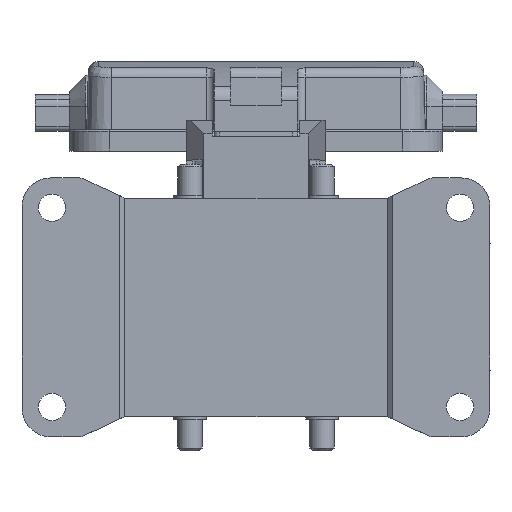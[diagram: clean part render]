
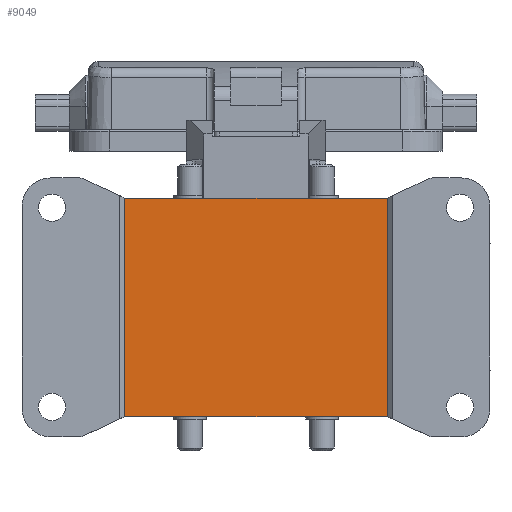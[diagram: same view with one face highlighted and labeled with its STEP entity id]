
A CAD part, front view. The second image highlights one B-rep face of the part: STEP entity #9049.
In plain terms, the highlighted planar face has unit normal (0, -1, 0).
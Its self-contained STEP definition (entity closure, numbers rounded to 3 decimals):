
#1321 = EDGE_CURVE ( 'NONE', #4203, #4184, #20489, .T. ) ;
#1526 = LINE ( 'NONE', #1527, #11208 ) ;
#1527 = CARTESIAN_POINT ( 'NONE',  ( -26.422, -52.5, 0. ) ) ;
#1528 = DIRECTION ( 'NONE',  ( 0., 0., -1. ) ) ;
#3578 = ORIENTED_EDGE ( 'NONE', *, *, #5656, .T. ) ;
#3580 = ORIENTED_EDGE ( 'NONE', *, *, #5755, .F. ) ;
#3596 = ORIENTED_EDGE ( 'NONE', *, *, #5815, .F. ) ;
#3598 = ORIENTED_EDGE ( 'NONE', *, *, #5838, .F. ) ;
#3603 = ORIENTED_EDGE ( 'NONE', *, *, #5784, .F. ) ;
#3604 = ORIENTED_EDGE ( 'NONE', *, *, #1321, .T. ) ;
#3608 = ORIENTED_EDGE ( 'NONE', *, *, #5883, .T. ) ;
#3614 = ORIENTED_EDGE ( 'NONE', *, *, #5762, .T. ) ;
#4184 = VERTEX_POINT ( 'NONE', #20656 ) ;
#4203 = VERTEX_POINT ( 'NONE', #20668 ) ;
#5114 = PLANE ( 'NONE',  #14039 ) ;
#5115 = CARTESIAN_POINT ( 'NONE',  ( 0., -52.5, 0. ) ) ;
#5116 = DIRECTION ( 'NONE',  ( 0., -1., 0. ) ) ;
#5117 = DIRECTION ( 'NONE',  ( 0., 0., -1. ) ) ;
#5656 = EDGE_CURVE ( 'NONE', #16429, #15110, #20762, .T. ) ;
#5755 = EDGE_CURVE ( 'NONE', #4203, #15146, #12993, .T. ) ;
#5762 = EDGE_CURVE ( 'NONE', #15110, #15146, #13033, .T. ) ;
#5784 = EDGE_CURVE ( 'NONE', #16429, #16470, #13125, .T. ) ;
#5815 = EDGE_CURVE ( 'NONE', #15086, #4184, #13300, .T. ) ;
#5838 = EDGE_CURVE ( 'NONE', #16470, #15090, #13414, .T. ) ;
#5883 = EDGE_CURVE ( 'NONE', #15086, #15090, #1526, .T. ) ;
#7701 = CARTESIAN_POINT ( 'NONE',  ( 26.404, -52.5, -21.941 ) ) ;
#7742 = CARTESIAN_POINT ( 'NONE',  ( -26.404, -52.5, -21.941 ) ) ;
#9049 = ADVANCED_FACE ( 'NONE', ( #14036 ), #5114, .T. ) ;
#11121 = VECTOR ( 'NONE', #13302, 1000. ) ;
#11148 = VECTOR ( 'NONE', #13416, 1000. ) ;
#11208 = VECTOR ( 'NONE', #1528, 1000. ) ;
#12154 = VECTOR ( 'NONE', #20491, 1000. ) ;
#12186 = VECTOR ( 'NONE', #20764, 1000. ) ;
#12282 = VECTOR ( 'NONE', #12995, 1000. ) ;
#12287 = VECTOR ( 'NONE', #13035, 1000. ) ;
#12308 = VECTOR ( 'NONE', #13127, 1000. ) ;
#12993 = LINE ( 'NONE', #12994, #12282 ) ;
#12994 = CARTESIAN_POINT ( 'NONE',  ( 35., -52.5, 26. ) ) ;
#12995 = DIRECTION ( 'NONE',  ( 0.904, 0., 0.427 ) ) ;
#13033 = LINE ( 'NONE', #13034, #12287 ) ;
#13034 = CARTESIAN_POINT ( 'NONE',  ( 26.422, -52.5, 0. ) ) ;
#13035 = DIRECTION ( 'NONE',  ( 0., 0., 1. ) ) ;
#13125 = LINE ( 'NONE', #13126, #12308 ) ;
#13126 = CARTESIAN_POINT ( 'NONE',  ( 30.935, -52.5, -21.941 ) ) ;
#13127 = DIRECTION ( 'NONE',  ( -1., 0., 0. ) ) ;
#13300 = LINE ( 'NONE', #13301, #11121 ) ;
#13301 = CARTESIAN_POINT ( 'NONE',  ( -26., -52.5, 21.75 ) ) ;
#13302 = DIRECTION ( 'NONE',  ( 0.904, 0., -0.427 ) ) ;
#13414 = LINE ( 'NONE', #13415, #11148 ) ;
#13415 = CARTESIAN_POINT ( 'NONE',  ( -35., -52.5, -26. ) ) ;
#13416 = DIRECTION ( 'NONE',  ( -0.904, 0., -0.427 ) ) ;
#14036 = FACE_OUTER_BOUND ( 'NONE', #15926, .T. ) ;
#14039 = AXIS2_PLACEMENT_3D ( 'NONE', #5115, #5116, #5117 ) ;
#15086 = VERTEX_POINT ( 'NONE', #18778 ) ;
#15090 = VERTEX_POINT ( 'NONE', #18782 ) ;
#15110 = VERTEX_POINT ( 'NONE', #18802 ) ;
#15146 = VERTEX_POINT ( 'NONE', #18838 ) ;
#15926 = EDGE_LOOP ( 'NONE', ( #3578, #3614, #3580, #3604, #3596, #3608, #3598, #3603 ) ) ;
#16429 = VERTEX_POINT ( 'NONE', #7701 ) ;
#16470 = VERTEX_POINT ( 'NONE', #7742 ) ;
#18778 = CARTESIAN_POINT ( 'NONE',  ( -26.422, -52.5, 21.949 ) ) ;
#18782 = CARTESIAN_POINT ( 'NONE',  ( -26.422, -52.5, -21.949 ) ) ;
#18802 = CARTESIAN_POINT ( 'NONE',  ( 26.422, -52.5, -21.949 ) ) ;
#18838 = CARTESIAN_POINT ( 'NONE',  ( 26.422, -52.5, 21.949 ) ) ;
#20489 = LINE ( 'NONE', #20490, #12154 ) ;
#20490 = CARTESIAN_POINT ( 'NONE',  ( 0., -52.5, 21.941 ) ) ;
#20491 = DIRECTION ( 'NONE',  ( -1., 0., 0. ) ) ;
#20656 = CARTESIAN_POINT ( 'NONE',  ( -26.404, -52.5, 21.941 ) ) ;
#20668 = CARTESIAN_POINT ( 'NONE',  ( 26.404, -52.5, 21.941 ) ) ;
#20762 = LINE ( 'NONE', #20763, #12186 ) ;
#20763 = CARTESIAN_POINT ( 'NONE',  ( 26.404, -52.5, -21.941 ) ) ;
#20764 = DIRECTION ( 'NONE',  ( 0.904, 0., -0.427 ) ) ;
